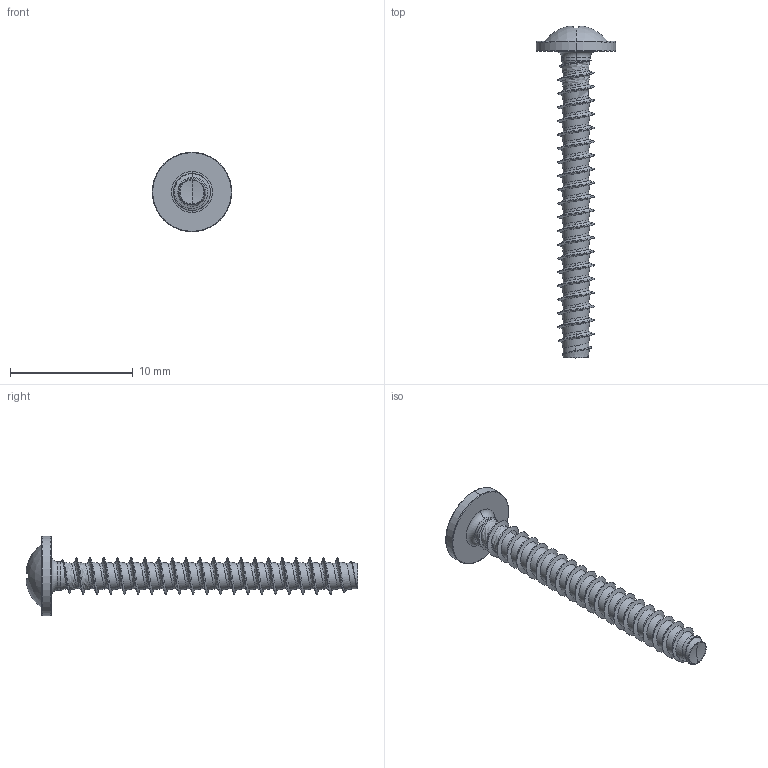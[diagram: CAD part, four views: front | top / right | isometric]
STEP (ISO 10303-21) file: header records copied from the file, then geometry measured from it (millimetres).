
FILE_DESCRIPTION (( 'STEP AP203' ), '1' );
FILE_NAME ('STP210300250.STEP', '2017-08-14T17:16:06', ( '' ), ( '' ), 'SwSTEP 2.0', 'SolidWorks 2015', '' );
FILE_SCHEMA (( 'CONFIG_CONTROL_DESIGN' ));
Length unit declared in the file: millimetre
Products named in the file (1): STP210300250
Bounding box: 6.5 x 27.06 x 6.5 mm (x, y, z)
Volume: 141.6 mm3; surface area: 367.1 mm2
Topology: 1 solids, 1 shells, 221 faces, 537 edges, 319 vertices
Faces by surface type: cylinder 69, bspline 63, plane 31, torus 30, sphere 20, cone 8
Entity records: 35793 total; most frequent: CARTESIAN_POINT 31211, ORIENTED_EDGE 1070, DIRECTION 813, EDGE_CURVE 535, AXIS2_PLACEMENT_3D 354, VERTEX_POINT 319, EDGE_LOOP 224, ADVANCED_FACE 221
